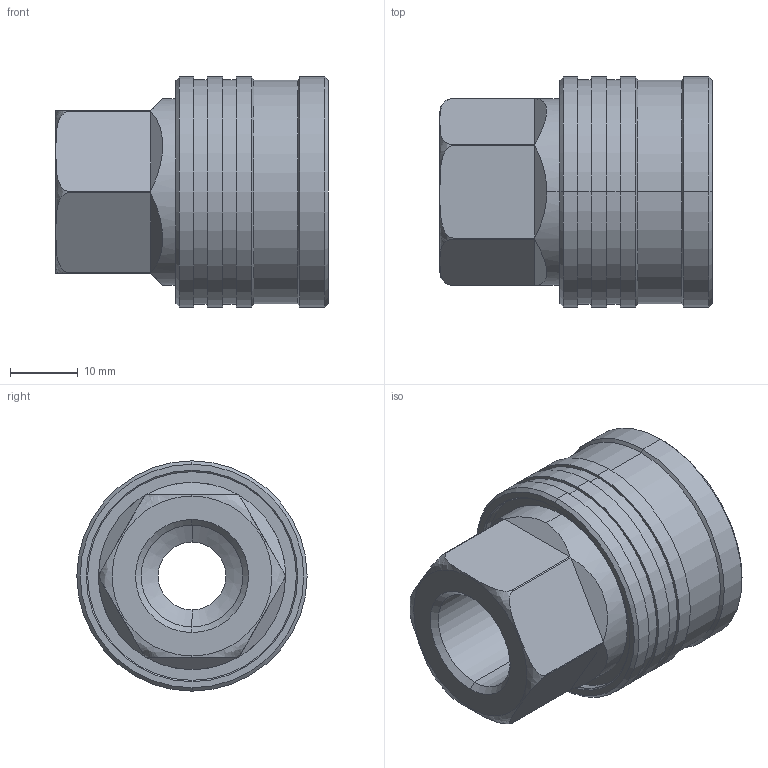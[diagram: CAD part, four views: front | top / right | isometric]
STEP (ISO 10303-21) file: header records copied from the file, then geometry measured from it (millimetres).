
FILE_DESCRIPTION (( 'STEP AP214' ), '1' );
FILE_NAME ('3810 HEP.STEP', '2015-09-03T13:47:06', ( 'admin' ), ( 'Microsoft' ), 'SwSTEP 2.0', 'SolidWorks 2009', '' );
FILE_SCHEMA (( 'AUTOMOTIVE_DESIGN' ));
Length unit declared in the file: millimetre
Products named in the file (1): 3810 HEP
Bounding box: 40.25 x 34 x 34 mm (x, y, z)
Volume: 17538 mm3; surface area: 9041.6 mm2
Topology: 1 solids, 1 shells, 100 faces, 226 edges, 140 vertices
Faces by surface type: cylinder 34, cone 28, plane 26, bspline 12
Entity records: 3319 total; most frequent: CARTESIAN_POINT 937, DIRECTION 506, ORIENTED_EDGE 452, EDGE_CURVE 226, AXIS2_PLACEMENT_3D 213, VERTEX_POINT 140, CIRCLE 124, EDGE_LOOP 114
